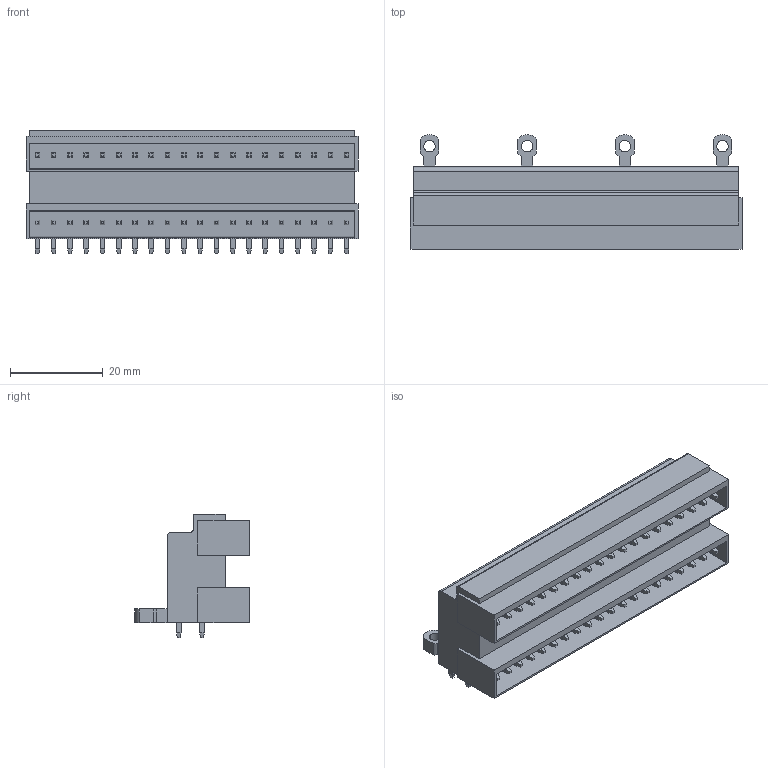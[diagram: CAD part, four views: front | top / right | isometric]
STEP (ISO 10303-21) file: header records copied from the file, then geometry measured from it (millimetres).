
FILE_DESCRIPTION(('CATIA V5 STEP Exchange','CAx-IF Rec.Pracs.--- Model Styling and Organization---1.2---2011-12-15'),'2;1');
FILE_NAME ('D1453958_0_1633760000_1633760000.stp','2018-11-10T07:42:23+00:00',('none'),('Weidmueller'),'CATIA Version 5-6 Release 2014','CATIA V5 STEP AP214','none');
FILE_SCHEMA(('AUTOMOTIVE_DESIGN { 1 0 10303 214 1 1 1 1 }'));
Length unit declared in the file: millimetre
Products named in the file (1): 1633760000
Bounding box: 71.4 x 24.7 x 26.5 mm (x, y, z)
Volume: 18967.3 mm3; surface area: 16467.7 mm2
Topology: 41 solids, 41 shells, 959 faces, 2305 edges, 1430 vertices
Faces by surface type: plane 932, cylinder 27
Entity records: 23529 total; most frequent: ORIENTED_EDGE 4610, CARTESIAN_POINT 4384, DIRECTION 2641, EDGE_CURVE 2305, VECTOR 1931, LINE 1931, VERTEX_POINT 1430, EDGE_LOOP 1049
